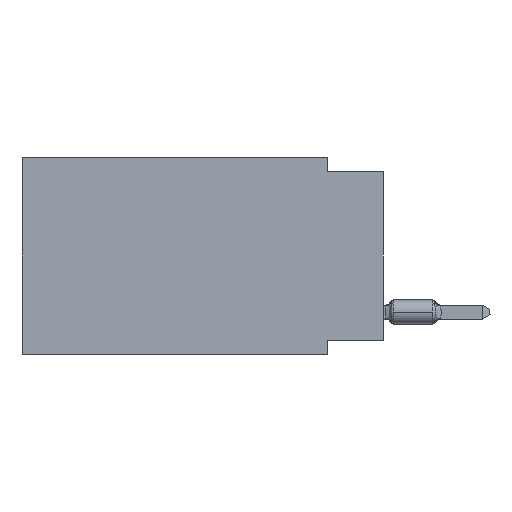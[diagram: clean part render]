
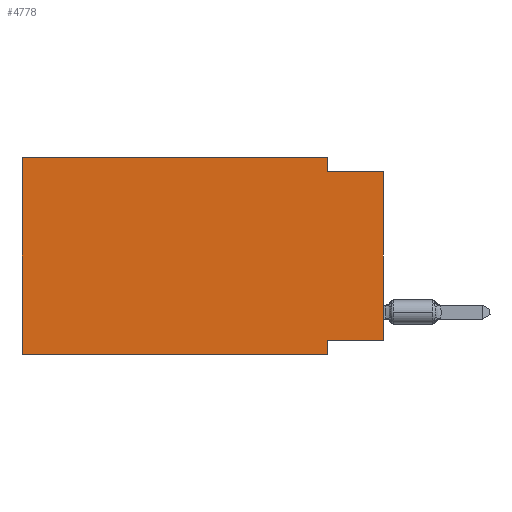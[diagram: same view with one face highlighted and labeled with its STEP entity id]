
A CAD part, left-side view. The second image highlights one B-rep face of the part: STEP entity #4778.
In plain terms, the highlighted planar face has unit normal (-1, 0, 0).
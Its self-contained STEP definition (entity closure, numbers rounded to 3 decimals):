
#311 = LINE ( 'NONE', #47715, #6205 ) ;
#481 = EDGE_CURVE ( 'NONE', #10225, #6033, #23154, .T. ) ;
#792 = DIRECTION ( 'NONE',  ( 0., 0., -1. ) ) ;
#2344 = FACE_OUTER_BOUND ( 'NONE', #11282, .T. ) ;
#4002 = LINE ( 'NONE', #26865, #37900 ) ;
#4197 = CARTESIAN_POINT ( 'NONE',  ( 0., 16.383, 0. ) ) ;
#4778 = ADVANCED_FACE ( 'NONE', ( #2344 ), #48792, .F. ) ;
#6033 = VERTEX_POINT ( 'NONE', #46517 ) ;
#6205 = VECTOR ( 'NONE', #43716, 1000. ) ;
#6352 = CARTESIAN_POINT ( 'NONE',  ( 0., 16.383, 0. ) ) ;
#7642 = CARTESIAN_POINT ( 'NONE',  ( 0., 2.54, -8.255 ) ) ;
#8586 = CARTESIAN_POINT ( 'NONE',  ( 0., 2.54, 0. ) ) ;
#9217 = AXIS2_PLACEMENT_3D ( 'NONE', #6352, #44302, #21917 ) ;
#9969 = DIRECTION ( 'NONE',  ( 0., 0., -1. ) ) ;
#10081 = CARTESIAN_POINT ( 'NONE',  ( 0., 2.54, -8.89 ) ) ;
#10225 = VERTEX_POINT ( 'NONE', #47444 ) ;
#10432 = VERTEX_POINT ( 'NONE', #4197 ) ;
#11167 = ORIENTED_EDGE ( 'NONE', *, *, #14695, .F. ) ;
#11282 = EDGE_LOOP ( 'NONE', ( #37226, #20694, #23543, #20538, #11167, #14977, #31048, #29156 ) ) ;
#11348 = VECTOR ( 'NONE', #45922, 1000. ) ;
#13688 = VECTOR ( 'NONE', #40671, 1000. ) ;
#13975 = CARTESIAN_POINT ( 'NONE',  ( 0., 2.54, -8.89 ) ) ;
#14445 = VERTEX_POINT ( 'NONE', #10081 ) ;
#14695 = EDGE_CURVE ( 'NONE', #37820, #10432, #4002, .T. ) ;
#14977 = ORIENTED_EDGE ( 'NONE', *, *, #36339, .T. ) ;
#17513 = LINE ( 'NONE', #13975, #33835 ) ;
#18059 = LINE ( 'NONE', #25338, #13688 ) ;
#18150 = VERTEX_POINT ( 'NONE', #7642 ) ;
#18555 = LINE ( 'NONE', #49672, #11348 ) ;
#19905 = CARTESIAN_POINT ( 'NONE',  ( 0., 16.383, -8.89 ) ) ;
#20538 = ORIENTED_EDGE ( 'NONE', *, *, #45683, .F. ) ;
#20694 = ORIENTED_EDGE ( 'NONE', *, *, #32755, .F. ) ;
#21917 = DIRECTION ( 'NONE',  ( 0., 0., -1. ) ) ;
#22749 = VERTEX_POINT ( 'NONE', #31987 ) ;
#23154 = LINE ( 'NONE', #8586, #46113 ) ;
#23543 = ORIENTED_EDGE ( 'NONE', *, *, #481, .F. ) ;
#23915 = DIRECTION ( 'NONE',  ( 0., -1., 0. ) ) ;
#25338 = CARTESIAN_POINT ( 'NONE',  ( 0., 16.383, 0. ) ) ;
#26865 = CARTESIAN_POINT ( 'NONE',  ( 0., 16.383, 0. ) ) ;
#28205 = LINE ( 'NONE', #32487, #47044 ) ;
#29156 = ORIENTED_EDGE ( 'NONE', *, *, #43789, .F. ) ;
#31048 = ORIENTED_EDGE ( 'NONE', *, *, #47243, .F. ) ;
#31442 = EDGE_CURVE ( 'NONE', #35061, #22749, #28205, .T. ) ;
#31987 = CARTESIAN_POINT ( 'NONE',  ( 0., 0., -0.635 ) ) ;
#32487 = CARTESIAN_POINT ( 'NONE',  ( 0., 0., 0. ) ) ;
#32755 = EDGE_CURVE ( 'NONE', #6033, #22749, #311, .T. ) ;
#33835 = VECTOR ( 'NONE', #9969, 1000. ) ;
#34450 = CARTESIAN_POINT ( 'NONE',  ( 0., 16.383, -8.89 ) ) ;
#35061 = VERTEX_POINT ( 'NONE', #37523 ) ;
#36339 = EDGE_CURVE ( 'NONE', #37820, #14445, #39010, .T. ) ;
#37226 = ORIENTED_EDGE ( 'NONE', *, *, #31442, .T. ) ;
#37523 = CARTESIAN_POINT ( 'NONE',  ( 0., 0., -8.255 ) ) ;
#37820 = VERTEX_POINT ( 'NONE', #34450 ) ;
#37900 = VECTOR ( 'NONE', #42199, 1000. ) ;
#39010 = LINE ( 'NONE', #19905, #49647 ) ;
#40671 = DIRECTION ( 'NONE',  ( 0., -1., 0. ) ) ;
#42199 = DIRECTION ( 'NONE',  ( 0., 0., 1. ) ) ;
#43716 = DIRECTION ( 'NONE',  ( 0., -1., 0. ) ) ;
#43789 = EDGE_CURVE ( 'NONE', #35061, #18150, #18555, .T. ) ;
#44302 = DIRECTION ( 'NONE',  ( 1., 0., 0. ) ) ;
#45683 = EDGE_CURVE ( 'NONE', #10432, #10225, #18059, .T. ) ;
#45922 = DIRECTION ( 'NONE',  ( 0., 1., 0. ) ) ;
#46113 = VECTOR ( 'NONE', #792, 1000. ) ;
#46517 = CARTESIAN_POINT ( 'NONE',  ( 0., 2.54, -0.635 ) ) ;
#47044 = VECTOR ( 'NONE', #47288, 1000. ) ;
#47243 = EDGE_CURVE ( 'NONE', #18150, #14445, #17513, .T. ) ;
#47288 = DIRECTION ( 'NONE',  ( 0., 0., 1. ) ) ;
#47444 = CARTESIAN_POINT ( 'NONE',  ( 0., 2.54, 0. ) ) ;
#47715 = CARTESIAN_POINT ( 'NONE',  ( 0., 0., -0.635 ) ) ;
#48792 = PLANE ( 'NONE',  #9217 ) ;
#49647 = VECTOR ( 'NONE', #23915, 1000. ) ;
#49672 = CARTESIAN_POINT ( 'NONE',  ( 0., 0., -8.255 ) ) ;
